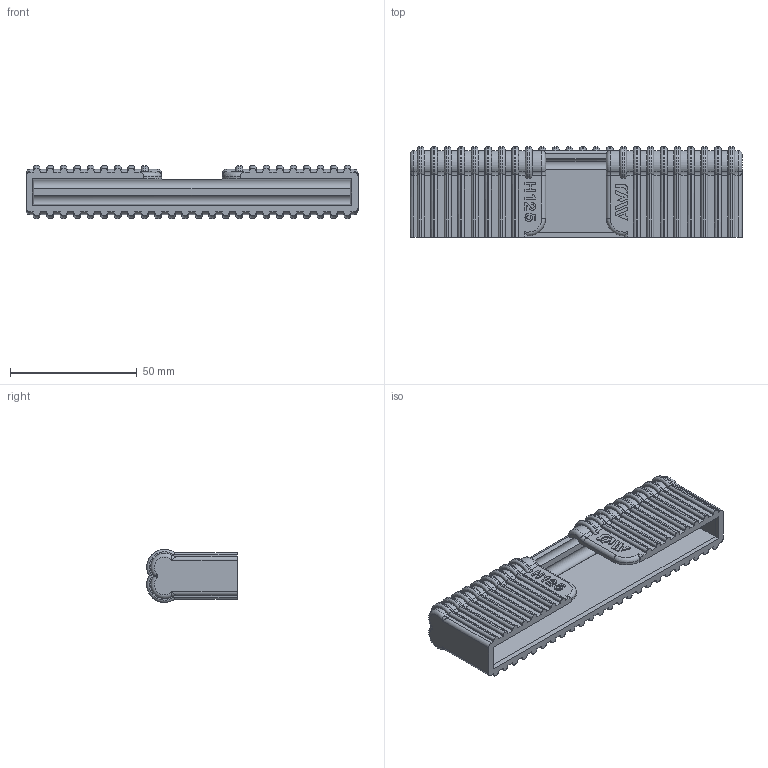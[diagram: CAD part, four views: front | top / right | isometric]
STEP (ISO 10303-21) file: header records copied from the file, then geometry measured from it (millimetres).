
FILE_DESCRIPTION( ( 'STEP AP203' ), '1' );
FILE_NAME( 'H125.step', '2022-07-25T00:55:05', ( ' ' ), ( ' ' ), 'XStep 1.0', ' ', ' ' );
FILE_SCHEMA( ( 'CONFIG_CONTROL_DESIGN' ) );
Length unit declared in the file: millimetre
Products named in the file (1): 1
Bounding box: 131 x 35.73 x 20.94 mm (x, y, z)
Volume: 34141 mm3; surface area: 24893.9 mm2
Topology: 1 solids, 1 shells, 735 faces, 2064 edges, 1336 vertices
Faces by surface type: plane 289, cylinder 258, torus 94, cone 84, extrusion 6, bspline 4
Entity records: 27624 total; most frequent: CARTESIAN_POINT 9742, ORIENTED_EDGE 4120, DIRECTION 3252, EDGE_CURVE 2060, VERTEX_POINT 1336, AXIS2_PLACEMENT_3D 1206, VECTOR 840, LINE 834
